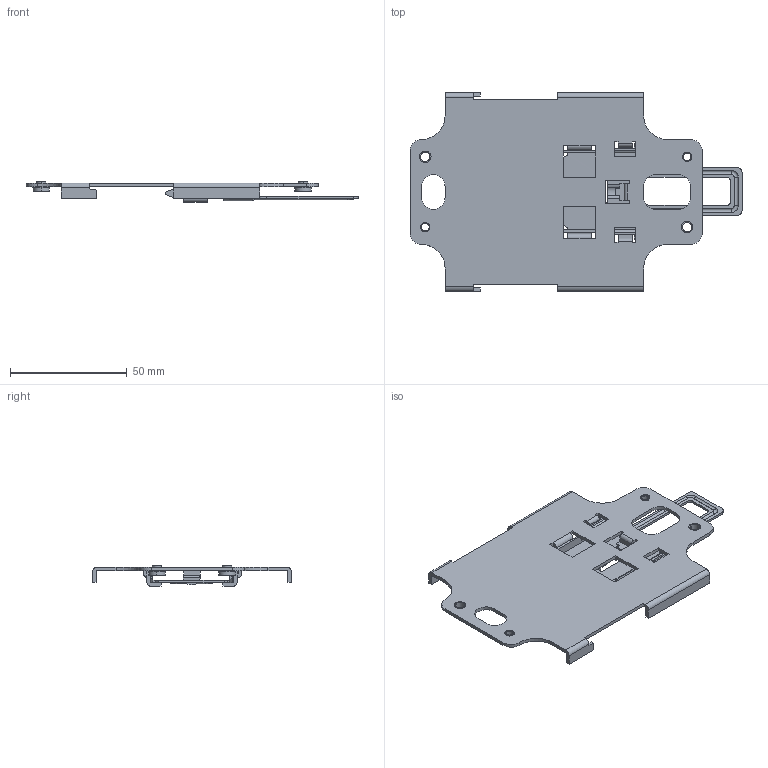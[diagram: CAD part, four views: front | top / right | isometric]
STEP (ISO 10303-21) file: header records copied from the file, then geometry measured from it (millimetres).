
FILE_DESCRIPTION((''),'2;1');
FILE_NAME('DIN13_ASM','2021-09-07T14:30:07',('zhxmin'),(''),'CREO PARAMETRIC BY PTC INC, 2018020','CREO PARAMETRIC BY PTC INC, 2018020','');
FILE_SCHEMA(('CONFIG_CONTROL_DESIGN','SHAPE_APPEARANCE_LAYERS_GROUPS'));
Length unit declared in the file: metre
Products named in the file (8): 3P-8-040-298_SOLID_1; 3P-8-040-298_QUILT_1; 3P-8-040-298_QUILT_2; 3P-8-040-298_QUILT_3; 3P-8-040-298_QUILT_4; 3P-8-271-166; 3P-5-149-010_ASM; DIN13_ASM
Assembly tree (7 placements, depth 3):
  DIN13_ASM
    3P-5-149-010_ASM
      3P-8-040-298_SOLID_1
      3P-8-040-298_QUILT_1
      3P-8-040-298_QUILT_2
      3P-8-040-298_QUILT_3
      3P-8-040-298_QUILT_4
      3P-8-271-166
Bounding box: 142 x 85 x 8.6 mm (x, y, z)
Volume: 15080.4 mm3; surface area: 23316.5 mm2
Topology: 2 solids, 6 shells, 276 faces, 822 edges, 552 vertices
Faces by surface type: plane 175, cylinder 85, torus 10, sphere 4, bspline 2
Entity records: 9902 total; most frequent: CARTESIAN_POINT 1767, DIRECTION 1629, ORIENTED_EDGE 1620, EDGE_CURVE 818, VECTOR 577, LINE 577, VERTEX_POINT 552, AXIS2_PLACEMENT_3D 526
